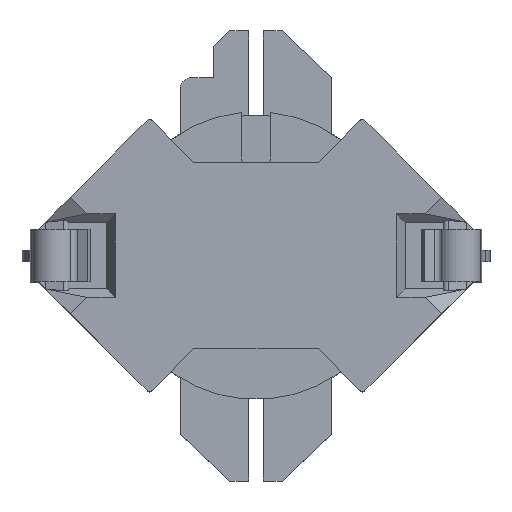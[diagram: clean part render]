
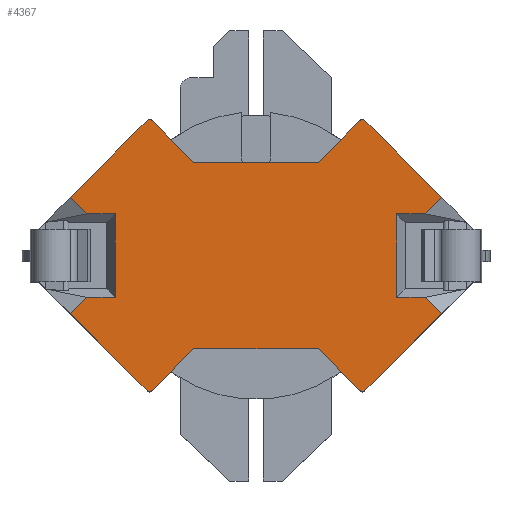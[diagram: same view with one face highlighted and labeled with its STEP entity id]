
A CAD part, top view. The second image highlights one B-rep face of the part: STEP entity #4367.
In plain terms, the highlighted planar face has unit normal (0, 0, 1).
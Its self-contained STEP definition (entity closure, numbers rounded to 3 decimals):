
#131=CIRCLE('',#5252,0.3);
#135=CIRCLE('',#5258,0.3);
#137=CIRCLE('',#5261,0.3);
#140=CIRCLE('',#5267,0.3);
#782=ORIENTED_EDGE('',*,*,#1862,.T.);
#783=ORIENTED_EDGE('',*,*,#1863,.T.);
#784=ORIENTED_EDGE('',*,*,#1864,.T.);
#785=ORIENTED_EDGE('',*,*,#1865,.F.);
#786=ORIENTED_EDGE('',*,*,#1840,.F.);
#787=ORIENTED_EDGE('',*,*,#1866,.T.);
#788=ORIENTED_EDGE('',*,*,#1867,.T.);
#789=ORIENTED_EDGE('',*,*,#1868,.T.);
#790=ORIENTED_EDGE('',*,*,#1848,.F.);
#791=ORIENTED_EDGE('',*,*,#1869,.F.);
#792=ORIENTED_EDGE('',*,*,#1870,.F.);
#793=ORIENTED_EDGE('',*,*,#1871,.T.);
#794=ORIENTED_EDGE('',*,*,#1872,.T.);
#795=ORIENTED_EDGE('',*,*,#1873,.T.);
#796=ORIENTED_EDGE('',*,*,#1874,.T.);
#797=ORIENTED_EDGE('',*,*,#1875,.F.);
#798=ORIENTED_EDGE('',*,*,#1852,.F.);
#799=ORIENTED_EDGE('',*,*,#1876,.F.);
#800=ORIENTED_EDGE('',*,*,#1877,.F.);
#801=ORIENTED_EDGE('',*,*,#1878,.F.);
#802=ORIENTED_EDGE('',*,*,#1879,.F.);
#803=ORIENTED_EDGE('',*,*,#1880,.F.);
#804=ORIENTED_EDGE('',*,*,#1881,.F.);
#805=ORIENTED_EDGE('',*,*,#1882,.T.);
#1840=EDGE_CURVE('',#2412,#2413,#131,.T.);
#1848=EDGE_CURVE('',#2420,#2421,#135,.T.);
#1852=EDGE_CURVE('',#2424,#2425,#137,.T.);
#1862=EDGE_CURVE('',#2434,#2435,#2837,.T.);
#1863=EDGE_CURVE('',#2435,#2436,#2838,.T.);
#1864=EDGE_CURVE('',#2436,#2437,#2839,.T.);
#1865=EDGE_CURVE('',#2413,#2437,#2840,.T.);
#1866=EDGE_CURVE('',#2412,#2438,#2841,.T.);
#1867=EDGE_CURVE('',#2438,#2439,#2842,.T.);
#1868=EDGE_CURVE('',#2439,#2421,#2843,.T.);
#1869=EDGE_CURVE('',#2440,#2420,#2844,.T.);
#1870=EDGE_CURVE('',#2441,#2440,#2845,.T.);
#1871=EDGE_CURVE('',#2441,#2442,#2846,.T.);
#1872=EDGE_CURVE('',#2442,#2443,#2847,.T.);
#1873=EDGE_CURVE('',#2443,#2444,#2848,.T.);
#1874=EDGE_CURVE('',#2444,#2445,#2849,.T.);
#1875=EDGE_CURVE('',#2425,#2445,#2850,.T.);
#1876=EDGE_CURVE('',#2446,#2424,#2851,.T.);
#1877=EDGE_CURVE('',#2447,#2446,#2852,.T.);
#1878=EDGE_CURVE('',#2448,#2447,#2853,.T.);
#1879=EDGE_CURVE('',#2449,#2448,#140,.T.);
#1880=EDGE_CURVE('',#2450,#2449,#2854,.T.);
#1881=EDGE_CURVE('',#2451,#2450,#2855,.T.);
#1882=EDGE_CURVE('',#2451,#2434,#2856,.T.);
#2412=VERTEX_POINT('',#7333);
#2413=VERTEX_POINT('',#7335);
#2420=VERTEX_POINT('',#7351);
#2421=VERTEX_POINT('',#7353);
#2424=VERTEX_POINT('',#7360);
#2425=VERTEX_POINT('',#7362);
#2434=VERTEX_POINT('',#7384);
#2435=VERTEX_POINT('',#7385);
#2436=VERTEX_POINT('',#7387);
#2437=VERTEX_POINT('',#7389);
#2438=VERTEX_POINT('',#7392);
#2439=VERTEX_POINT('',#7394);
#2440=VERTEX_POINT('',#7397);
#2441=VERTEX_POINT('',#7399);
#2442=VERTEX_POINT('',#7401);
#2443=VERTEX_POINT('',#7403);
#2444=VERTEX_POINT('',#7405);
#2445=VERTEX_POINT('',#7407);
#2446=VERTEX_POINT('',#7410);
#2447=VERTEX_POINT('',#7412);
#2448=VERTEX_POINT('',#7414);
#2449=VERTEX_POINT('',#7416);
#2450=VERTEX_POINT('',#7418);
#2451=VERTEX_POINT('',#7420);
#2837=LINE('',#7383,#3272);
#2838=LINE('',#7386,#3273);
#2839=LINE('',#7388,#3274);
#2840=LINE('',#7390,#3275);
#2841=LINE('',#7391,#3276);
#2842=LINE('',#7393,#3277);
#2843=LINE('',#7395,#3278);
#2844=LINE('',#7396,#3279);
#2845=LINE('',#7398,#3280);
#2846=LINE('',#7400,#3281);
#2847=LINE('',#7402,#3282);
#2848=LINE('',#7404,#3283);
#2849=LINE('',#7406,#3284);
#2850=LINE('',#7408,#3285);
#2851=LINE('',#7409,#3286);
#2852=LINE('',#7411,#3287);
#2853=LINE('',#7413,#3288);
#2854=LINE('',#7417,#3289);
#2855=LINE('',#7419,#3290);
#2856=LINE('',#7421,#3291);
#3272=VECTOR('',#6047,1000.);
#3273=VECTOR('',#6048,1000.);
#3274=VECTOR('',#6049,1000.);
#3275=VECTOR('',#6050,1000.);
#3276=VECTOR('',#6051,1000.);
#3277=VECTOR('',#6052,1000.);
#3278=VECTOR('',#6053,1000.);
#3279=VECTOR('',#6054,1000.);
#3280=VECTOR('',#6055,1000.);
#3281=VECTOR('',#6056,1000.);
#3282=VECTOR('',#6057,1000.);
#3283=VECTOR('',#6058,1000.);
#3284=VECTOR('',#6059,1000.);
#3285=VECTOR('',#6060,1000.);
#3286=VECTOR('',#6061,1000.);
#3287=VECTOR('',#6062,1000.);
#3288=VECTOR('',#6063,1000.);
#3289=VECTOR('',#6066,1000.);
#3290=VECTOR('',#6067,1000.);
#3291=VECTOR('',#6068,1000.);
#3644=EDGE_LOOP('',(#782,#783,#784,#785,#786,#787,#788,#789,#790,#791,#792,
#793,#794,#795,#796,#797,#798,#799,#800,#801,#802,#803,#804,#805));
#3927=FACE_BOUND('',#3644,.T.);
#4166=PLANE('',#5266);
#4367=ADVANCED_FACE('',(#3927),#4166,.F.);
#5252=AXIS2_PLACEMENT_3D('',#7334,#6004,#6005);
#5258=AXIS2_PLACEMENT_3D('',#7352,#6020,#6021);
#5261=AXIS2_PLACEMENT_3D('',#7361,#6028,#6029);
#5266=AXIS2_PLACEMENT_3D('',#7382,#6045,#6046);
#5267=AXIS2_PLACEMENT_3D('',#7415,#6064,#6065);
#6004=DIRECTION('',(0.,0.,-1.));
#6005=DIRECTION('',(-1.,0.,0.));
#6020=DIRECTION('',(0.,0.,-1.));
#6021=DIRECTION('',(-1.,0.,0.));
#6028=DIRECTION('',(0.,0.,-1.));
#6029=DIRECTION('',(-1.,0.,0.));
#6045=DIRECTION('',(0.,0.,-1.));
#6046=DIRECTION('',(-1.,0.,0.));
#6047=DIRECTION('',(0.,1.,0.));
#6048=DIRECTION('',(1.,0.,0.));
#6049=DIRECTION('',(0.707,0.707,0.));
#6050=DIRECTION('',(0.707,-0.707,0.));
#6051=DIRECTION('',(-0.707,-0.707,0.));
#6052=DIRECTION('',(-1.,0.,0.));
#6053=DIRECTION('',(-0.707,0.707,0.));
#6054=DIRECTION('',(0.707,0.707,0.));
#6055=DIRECTION('',(-0.707,0.707,0.));
#6056=DIRECTION('',(1.,0.,0.));
#6057=DIRECTION('',(0.,-1.,0.));
#6058=DIRECTION('',(-1.,0.,0.));
#6059=DIRECTION('',(-0.707,-0.707,0.));
#6060=DIRECTION('',(-0.707,0.707,0.));
#6061=DIRECTION('',(-0.707,-0.707,0.));
#6062=DIRECTION('',(-1.,0.,0.));
#6063=DIRECTION('',(-0.707,0.707,0.));
#6064=DIRECTION('',(0.,0.,-1.));
#6065=DIRECTION('',(-1.,0.,0.));
#6066=DIRECTION('',(-0.707,-0.707,0.));
#6067=DIRECTION('',(0.707,-0.707,0.));
#6068=DIRECTION('',(-1.,0.,0.));
#7333=CARTESIAN_POINT('',(8.895,11.54,23.4));
#7334=CARTESIAN_POINT('',(9.107,11.328,23.4));
#7335=CARTESIAN_POINT('',(9.319,11.54,23.4));
#7351=CARTESIAN_POINT('',(-9.319,11.54,23.4));
#7352=CARTESIAN_POINT('',(-9.107,11.328,23.4));
#7353=CARTESIAN_POINT('',(-8.895,11.54,23.4));
#7360=CARTESIAN_POINT('',(-8.895,-11.54,23.4));
#7361=CARTESIAN_POINT('',(-9.107,-11.328,23.4));
#7362=CARTESIAN_POINT('',(-9.319,-11.54,23.4));
#7382=CARTESIAN_POINT('',(20.86,0.,23.4));
#7383=CARTESIAN_POINT('',(12.027,0.,23.4));
#7384=CARTESIAN_POINT('',(12.027,-3.573,23.4));
#7385=CARTESIAN_POINT('',(12.027,3.573,23.4));
#7386=CARTESIAN_POINT('',(20.86,3.573,23.4));
#7387=CARTESIAN_POINT('',(14.49,3.573,23.4));
#7388=CARTESIAN_POINT('',(-16.229,-27.146,23.4));
#7389=CARTESIAN_POINT('',(15.888,4.971,23.4));
#7390=CARTESIAN_POINT('',(0.,20.86,23.4));
#7391=CARTESIAN_POINT('',(9.107,11.753,23.4));
#7392=CARTESIAN_POINT('',(5.304,7.95,23.4));
#7393=CARTESIAN_POINT('',(5.304,7.95,23.4));
#7394=CARTESIAN_POINT('',(-5.304,7.95,23.4));
#7395=CARTESIAN_POINT('',(-5.304,7.95,23.4));
#7396=CARTESIAN_POINT('',(-18.61,2.25,23.4));
#7397=CARTESIAN_POINT('',(-15.888,4.971,23.4));
#7398=CARTESIAN_POINT('',(16.229,-27.146,23.4));
#7399=CARTESIAN_POINT('',(-14.49,3.573,23.4));
#7400=CARTESIAN_POINT('',(20.86,3.573,23.4));
#7401=CARTESIAN_POINT('',(-12.027,3.573,23.4));
#7402=CARTESIAN_POINT('',(-12.027,0.,23.4));
#7403=CARTESIAN_POINT('',(-12.027,-3.573,23.4));
#7404=CARTESIAN_POINT('',(20.86,-3.573,23.4));
#7405=CARTESIAN_POINT('',(-14.49,-3.573,23.4));
#7406=CARTESIAN_POINT('',(16.229,27.146,23.4));
#7407=CARTESIAN_POINT('',(-15.888,-4.971,23.4));
#7408=CARTESIAN_POINT('',(0.,-20.86,23.4));
#7409=CARTESIAN_POINT('',(-5.304,-7.95,23.4));
#7410=CARTESIAN_POINT('',(-5.304,-7.95,23.4));
#7411=CARTESIAN_POINT('',(5.304,-7.95,23.4));
#7412=CARTESIAN_POINT('',(5.304,-7.95,23.4));
#7413=CARTESIAN_POINT('',(9.107,-11.753,23.4));
#7414=CARTESIAN_POINT('',(8.895,-11.54,23.4));
#7415=CARTESIAN_POINT('',(9.107,-11.328,23.4));
#7416=CARTESIAN_POINT('',(9.319,-11.54,23.4));
#7417=CARTESIAN_POINT('',(18.61,-2.25,23.4));
#7418=CARTESIAN_POINT('',(15.888,-4.971,23.4));
#7419=CARTESIAN_POINT('',(-16.229,27.146,23.4));
#7420=CARTESIAN_POINT('',(14.49,-3.573,23.4));
#7421=CARTESIAN_POINT('',(20.86,-3.573,23.4));
